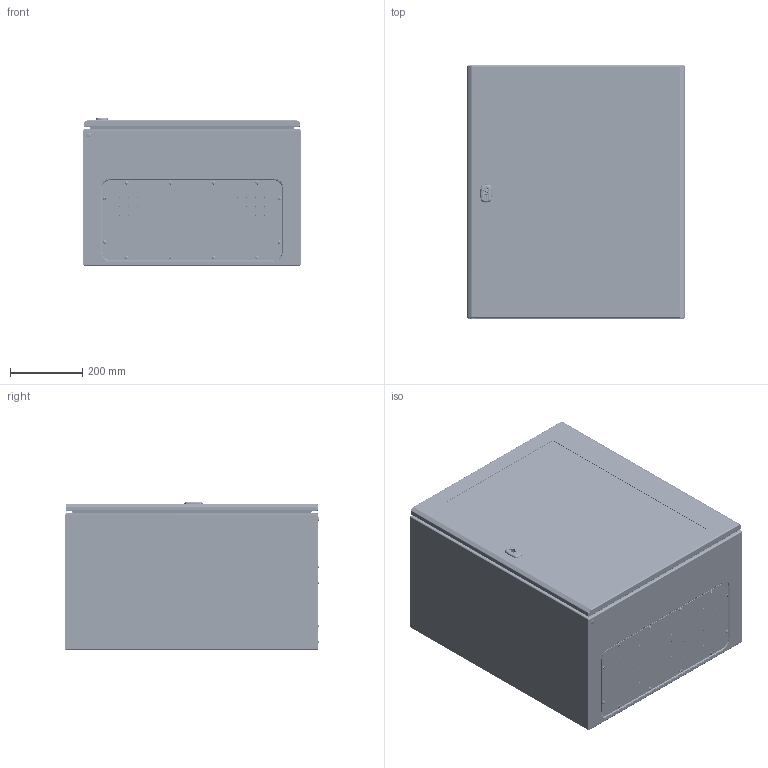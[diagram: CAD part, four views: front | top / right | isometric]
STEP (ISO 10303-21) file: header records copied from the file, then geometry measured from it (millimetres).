
FILE_DESCRIPTION(('STEP AP242'),'1');
FILE_NAME('nsyvdm13u4p.stp','2021-03-04T15:46:27',('TraceParts'),('TraceParts S.A.'),'Spatial InterOp 3D',' ',' ');
FILE_SCHEMA(('AP242_MANAGED_MODEL_BASED_3D_ENGINEERING_MIM_LF {1 0 10303 442 1 1 4}'));
Length unit declared in the file: millimetre
Products named in the file (1): nsyvdm13u4p_1
Bounding box: 600 x 701.2 x 410.7 mm (x, y, z)
Volume: 4774124.8 mm3; surface area: 5059518 mm2
Topology: 70 solids, 70 shells, 6398 faces, 17092 edges, 10641 vertices
Faces by surface type: plane 2757, cone 1112, cylinder 1101, bspline 760, torus 543, sphere 116, extrusion 5, revolution 4
Entity records: 248874 total; most frequent: CARTESIAN_POINT 96336, ORIENTED_EDGE 33220, DIRECTION 29484, EDGE_CURVE 16610, VERTEX_POINT 10641, AXIS2_PLACEMENT_3D 10635, VECTOR 8210, LINE 8205
